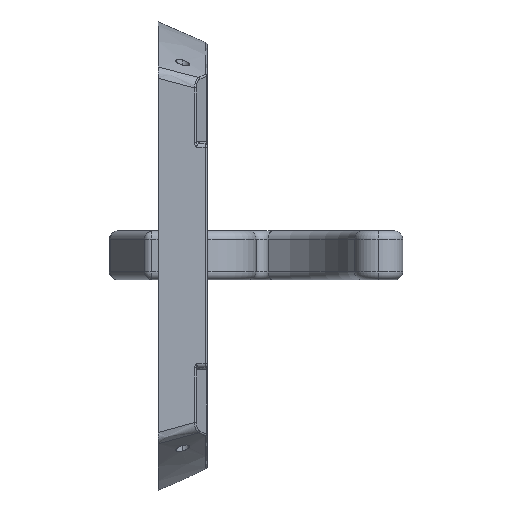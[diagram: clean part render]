
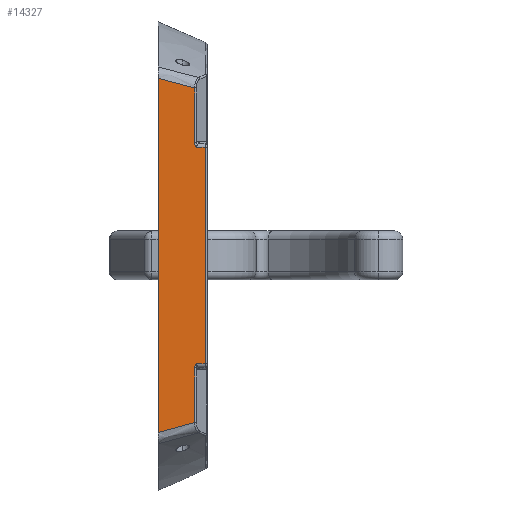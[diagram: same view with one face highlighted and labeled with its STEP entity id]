
A CAD part, left-side view. The second image highlights one B-rep face of the part: STEP entity #14327.
In plain terms, the highlighted planar face has unit normal (-1, 0, 0).
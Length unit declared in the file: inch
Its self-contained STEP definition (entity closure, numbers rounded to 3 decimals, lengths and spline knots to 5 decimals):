
#10346 = LINE ( 'NONE', #10379, #10378 ) ;
#10377 = DIRECTION ( 'NONE',  ( 0., 1., 0. ) ) ;
#10378 = VECTOR ( 'NONE', #10377, 39.37008 ) ;
#10379 = CARTESIAN_POINT ( 'NONE',  ( -5.24, 0.375, 1.6575 ) ) ;
#10464 = DIRECTION ( 'NONE',  ( 1., 0., 0. ) ) ;
#10465 = CARTESIAN_POINT ( 'NONE',  ( -5.24, 0.375, 1.72 ) ) ;
#10466 = AXIS2_PLACEMENT_3D ( 'NONE', #10465, #10464, #10490 ) ;
#10467 = PLANE ( 'NONE',  #10466 ) ;
#10468 = CARTESIAN_POINT ( 'NONE',  ( -5.24, -0.18276, 2.56688 ) ) ;
#10471 = CARTESIAN_POINT ( 'NONE',  ( -5.24, -0.21644, 1.6575 ) ) ;
#10475 = FACE_OUTER_BOUND ( 'NONE', #14328, .T. ) ;
#10490 = DIRECTION ( 'NONE',  ( 0., 0., -1. ) ) ;
#10500 = CARTESIAN_POINT ( 'NONE',  ( -5.24, -0.18276, 1.72 ) ) ;
#10501 = LINE ( 'NONE', #10500, #10507 ) ;
#10506 = DIRECTION ( 'NONE',  ( 0., 0., 1. ) ) ;
#10507 = VECTOR ( 'NONE', #10506, 39.37008 ) ;
#10509 = CARTESIAN_POINT ( 'NONE',  ( -5.24, -0.21118, 1.66139 ) ) ;
#10510 = CARTESIAN_POINT ( 'NONE',  ( -5.24, -0.21644, 1.6575 ) ) ;
#10511 = CARTESIAN_POINT ( 'NONE',  ( -5.24, -0.1835, 1.71163 ) ) ;
#10512 = CARTESIAN_POINT ( 'NONE',  ( -5.24, -0.18643, 1.69907 ) ) ;
#10513 = CARTESIAN_POINT ( 'NONE',  ( -5.24, -0.18865, 1.69285 ) ) ;
#10514 = CARTESIAN_POINT ( 'NONE',  ( -5.24, -0.19441, 1.68127 ) ) ;
#10515 = CARTESIAN_POINT ( 'NONE',  ( -5.24, -0.1835, -1.71163 ) ) ;
#10516 = CARTESIAN_POINT ( 'NONE',  ( -5.24, -0.18276, -1.71804 ) ) ;
#10517 = CARTESIAN_POINT ( 'NONE',  ( -5.24, -0.18276, -1.72459 ) ) ;
#10520 = CARTESIAN_POINT ( 'NONE',  ( -5.24, -0.345, 1.6575 ) ) ;
#10531 = CARTESIAN_POINT ( 'NONE',  ( -5.24, -0.18276, 1.72459 ) ) ;
#10532 = CARTESIAN_POINT ( 'NONE',  ( -5.24, -0.18276, 1.71804 ) ) ;
#10533 = B_SPLINE_CURVE_WITH_KNOTS ( 'NONE', 3,
 ( #10517, #10516, #10515, #10544, #10543, #10542, #10541, #10540, #10539, #10538, #10537, #10536 ),
 .UNSPECIFIED., .F., .F.,
 ( 4, 2, 2, 2, 2, 4 ),
 ( 0., 0.00049, 0.00098, 0.00147, 0.00172, 0.00196 ),
 .UNSPECIFIED. ) ;
#10536 = CARTESIAN_POINT ( 'NONE',  ( -5.24, -0.21644, -1.6575 ) ) ;
#10537 = CARTESIAN_POINT ( 'NONE',  ( -5.24, -0.21385, -1.65941 ) ) ;
#10538 = CARTESIAN_POINT ( 'NONE',  ( -5.24, -0.21128, -1.66153 ) ) ;
#10539 = CARTESIAN_POINT ( 'NONE',  ( -5.24, -0.2065, -1.66598 ) ) ;
#10540 = CARTESIAN_POINT ( 'NONE',  ( -5.24, -0.20425, -1.66835 ) ) ;
#10541 = CARTESIAN_POINT ( 'NONE',  ( -5.24, -0.19793, -1.67585 ) ) ;
#10542 = CARTESIAN_POINT ( 'NONE',  ( -5.24, -0.19441, -1.68126 ) ) ;
#10543 = CARTESIAN_POINT ( 'NONE',  ( -5.24, -0.18865, -1.69285 ) ) ;
#10544 = CARTESIAN_POINT ( 'NONE',  ( -5.24, -0.18643, -1.69907 ) ) ;
#10558 = B_SPLINE_CURVE_WITH_KNOTS ( 'NONE', 3,
 ( #10510, #10509, #10560, #10559, #10514, #10513, #10512, #10511, #10532, #10531 ),
 .UNSPECIFIED., .F., .F.,
 ( 4, 2, 2, 2, 4 ),
 ( -0.00001, 0.00049, 0.00099, 0.00149, 0.00199 ),
 .UNSPECIFIED. ) ;
#10559 = CARTESIAN_POINT ( 'NONE',  ( -5.24, -0.19793, 1.67586 ) ) ;
#10560 = CARTESIAN_POINT ( 'NONE',  ( -5.24, -0.20635, 1.66585 ) ) ;
#10626 = CARTESIAN_POINT ( 'NONE',  ( -5.24, 0.375, 2.71339 ) ) ;
#10627 = CARTESIAN_POINT ( 'NONE',  ( -5.24, 0.32848, 2.70132 ) ) ;
#10628 = CARTESIAN_POINT ( 'NONE',  ( -5.24, 0.28196, 2.68927 ) ) ;
#10629 = CARTESIAN_POINT ( 'NONE',  ( -5.24, 0.18887, 2.66534 ) ) ;
#10630 = CARTESIAN_POINT ( 'NONE',  ( -5.24, 0.14229, 2.65348 ) ) ;
#10631 = CARTESIAN_POINT ( 'NONE',  ( -5.24, 0.00264, 2.61765 ) ) ;
#10632 = CARTESIAN_POINT ( 'NONE',  ( -5.24, -0.09038, 2.59347 ) ) ;
#10633 = CARTESIAN_POINT ( 'NONE',  ( -5.24, -0.18276, 2.56688 ) ) ;
#10646 = B_SPLINE_CURVE_WITH_KNOTS ( 'NONE', 3,
 ( #10633, #10632, #10631, #10630, #10629, #10628, #10627, #10626 ),
 .UNSPECIFIED., .F., .F.,
 ( 4, 2, 2, 4 ),
 ( 0.00045, 0.00777, 0.01143, 0.01509 ),
 .UNSPECIFIED. ) ;
#10693 = CARTESIAN_POINT ( 'NONE',  ( -5.24, -0.18276, -1.72459 ) ) ;
#10694 = B_SPLINE_CURVE_WITH_KNOTS ( 'NONE', 3,
 ( #10712, #10711, #10710, #10709, #10708, #10707, #10729, #10728 ),
 .UNSPECIFIED., .F., .F.,
 ( 4, 2, 2, 4 ),
 ( 0., 0.00367, 0.00735, 0.01469 ),
 .UNSPECIFIED. ) ;
#10695 = CARTESIAN_POINT ( 'NONE',  ( -5.24, -0.18276, -2.56037 ) ) ;
#10699 = CARTESIAN_POINT ( 'NONE',  ( -5.24, -0.18276, 1.72459 ) ) ;
#10700 = DIRECTION ( 'NONE',  ( 0., 0., 1. ) ) ;
#10701 = VECTOR ( 'NONE', #10700, 39.37008 ) ;
#10707 = CARTESIAN_POINT ( 'NONE',  ( -5.24, 0.00279, -2.61282 ) ) ;
#10708 = CARTESIAN_POINT ( 'NONE',  ( -5.24, 0.14242, -2.65053 ) ) ;
#10709 = CARTESIAN_POINT ( 'NONE',  ( -5.24, 0.18896, -2.66308 ) ) ;
#10710 = CARTESIAN_POINT ( 'NONE',  ( -5.24, 0.282, -2.68838 ) ) ;
#10711 = CARTESIAN_POINT ( 'NONE',  ( -5.24, 0.3285, -2.70109 ) ) ;
#10712 = CARTESIAN_POINT ( 'NONE',  ( -5.24, 0.375, -2.71381 ) ) ;
#10720 = CARTESIAN_POINT ( 'NONE',  ( -5.24, -0.345, 1.72 ) ) ;
#10721 = LINE ( 'NONE', #10720, #10701 ) ;
#10728 = CARTESIAN_POINT ( 'NONE',  ( -5.24, -0.18276, -2.56037 ) ) ;
#10729 = CARTESIAN_POINT ( 'NONE',  ( -5.24, -0.09026, -2.58759 ) ) ;
#10731 = DIRECTION ( 'NONE',  ( 0., 0., 1. ) ) ;
#10732 = VECTOR ( 'NONE', #10731, 39.37008 ) ;
#10733 = CARTESIAN_POINT ( 'NONE',  ( -5.24, -0.18276, 1.72 ) ) ;
#10734 = LINE ( 'NONE', #10733, #10732 ) ;
#13293 = LINE ( 'NONE', #13331, #13380 ) ;
#13305 = CARTESIAN_POINT ( 'NONE',  ( -5.24, 0.375, 2.71339 ) ) ;
#13331 = CARTESIAN_POINT ( 'NONE',  ( -5.24, 0.375, 1.72 ) ) ;
#13379 = DIRECTION ( 'NONE',  ( 0., 0., -1. ) ) ;
#13380 = VECTOR ( 'NONE', #13379, 39.37008 ) ;
#13382 = CARTESIAN_POINT ( 'NONE',  ( -5.24, 0.375, -2.71381 ) ) ;
#13401 = EDGE_CURVE ( 'NONE', #13402, #13403, #13293, .T. ) ;
#13402 = VERTEX_POINT ( 'NONE', #13305 ) ;
#13403 = VERTEX_POINT ( 'NONE', #13382 ) ;
#14102 = EDGE_CURVE ( 'NONE', #14103, #14104, #15347, .T. ) ;
#14103 = VERTEX_POINT ( 'NONE', #15343 ) ;
#14104 = VERTEX_POINT ( 'NONE', #15342 ) ;
#14299 = EDGE_CURVE ( 'NONE', #14357, #14318, #10346, .T. ) ;
#14318 = VERTEX_POINT ( 'NONE', #10471 ) ;
#14327 = ADVANCED_FACE ( 'NONE', ( #10475 ), #10467, .F. ) ;
#14328 = EDGE_LOOP ( 'NONE', ( #14424, #14417, #14331, #14342, #14329, #14390, #14393, #14332, #14333, #14344 ) ) ;
#14329 = ORIENTED_EDGE ( 'NONE', *, *, #14420, .T. ) ;
#14330 = VERTEX_POINT ( 'NONE', #10468 ) ;
#14331 = ORIENTED_EDGE ( 'NONE', *, *, #14299, .T. ) ;
#14332 = ORIENTED_EDGE ( 'NONE', *, *, #14421, .T. ) ;
#14333 = ORIENTED_EDGE ( 'NONE', *, *, #14341, .T. ) ;
#14341 = EDGE_CURVE ( 'NONE', #14422, #14423, #10501, .T. ) ;
#14342 = ORIENTED_EDGE ( 'NONE', *, *, #14343, .T. ) ;
#14343 = EDGE_CURVE ( 'NONE', #14318, #14419, #10558, .T. ) ;
#14344 = ORIENTED_EDGE ( 'NONE', *, *, #14345, .T. ) ;
#14345 = EDGE_CURVE ( 'NONE', #14423, #14103, #10533, .T. ) ;
#14357 = VERTEX_POINT ( 'NONE', #10520 ) ;
#14390 = ORIENTED_EDGE ( 'NONE', *, *, #14391, .T. ) ;
#14391 = EDGE_CURVE ( 'NONE', #14330, #13402, #10646, .T. ) ;
#14393 = ORIENTED_EDGE ( 'NONE', *, *, #13401, .T. ) ;
#14417 = ORIENTED_EDGE ( 'NONE', *, *, #14418, .T. ) ;
#14418 = EDGE_CURVE ( 'NONE', #14104, #14357, #10721, .T. ) ;
#14419 = VERTEX_POINT ( 'NONE', #10699 ) ;
#14420 = EDGE_CURVE ( 'NONE', #14419, #14330, #10734, .T. ) ;
#14421 = EDGE_CURVE ( 'NONE', #13403, #14422, #10694, .T. ) ;
#14422 = VERTEX_POINT ( 'NONE', #10695 ) ;
#14423 = VERTEX_POINT ( 'NONE', #10693 ) ;
#14424 = ORIENTED_EDGE ( 'NONE', *, *, #14102, .T. ) ;
#15342 = CARTESIAN_POINT ( 'NONE',  ( -5.24, -0.345, -1.6575 ) ) ;
#15343 = CARTESIAN_POINT ( 'NONE',  ( -5.24, -0.21644, -1.6575 ) ) ;
#15344 = DIRECTION ( 'NONE',  ( 0., -1., 0. ) ) ;
#15345 = VECTOR ( 'NONE', #15344, 39.37008 ) ;
#15346 = CARTESIAN_POINT ( 'NONE',  ( -5.24, 0.375, -1.6575 ) ) ;
#15347 = LINE ( 'NONE', #15346, #15345 ) ;
